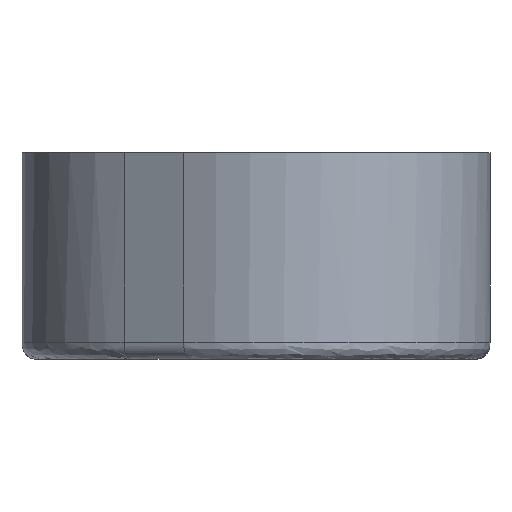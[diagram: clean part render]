
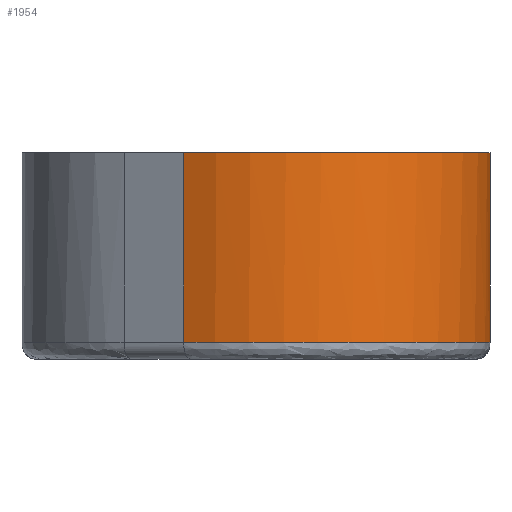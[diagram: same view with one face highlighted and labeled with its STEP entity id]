
A CAD part, left-side view. The second image highlights one B-rep face of the part: STEP entity #1954.
In plain terms, the highlighted cylindrical face has radius 59.227 mm (diameter 118.453 mm), a partial arc.
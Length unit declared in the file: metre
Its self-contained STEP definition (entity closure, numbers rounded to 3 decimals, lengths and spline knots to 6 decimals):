
#18=B_SPLINE_CURVE_WITH_KNOTS('',3,(#2942,#2943,#2944,#2945,#2946,#2947,
#2948,#2949,#2950,#2951,#2952),.UNSPECIFIED.,.F.,.F.,(4,1,1,1,1,1,1,1,4),
(0.,0.125,0.25,0.375,0.5,0.625,0.75,0.875,1.),.UNSPECIFIED.);
#42=CYLINDRICAL_SURFACE('',#2096,0.059226);
#80=CIRCLE('',#2097,0.059226);
#219=ORIENTED_EDGE('',*,*,#770,.F.);
#220=ORIENTED_EDGE('',*,*,#771,.T.);
#221=ORIENTED_EDGE('',*,*,#772,.T.);
#222=ORIENTED_EDGE('',*,*,#773,.F.);
#770=EDGE_CURVE('',#1042,#1043,#1225,.T.);
#771=EDGE_CURVE('',#1042,#1044,#18,.T.);
#772=EDGE_CURVE('',#1044,#1045,#1226,.T.);
#773=EDGE_CURVE('',#1043,#1045,#80,.T.);
#1042=VERTEX_POINT('',#2940);
#1043=VERTEX_POINT('',#2941);
#1044=VERTEX_POINT('',#2953);
#1045=VERTEX_POINT('',#2955);
#1225=LINE('',#2939,#1438);
#1226=LINE('',#2954,#1439);
#1438=VECTOR('',#2362,1.);
#1439=VECTOR('',#2363,1.);
#1594=EDGE_LOOP('',(#219,#220,#221,#222));
#1737=FACE_BOUND('',#1594,.T.);
#1954=ADVANCED_FACE('',(#1737),#42,.T.);
#2096=AXIS2_PLACEMENT_3D('',#2938,#2360,#2361);
#2097=AXIS2_PLACEMENT_3D('',#2956,#2364,#2365);
#2360=DIRECTION('',(0.,0.,1.));
#2361=DIRECTION('',(1.,0.,0.));
#2362=DIRECTION('',(0.,0.,1.));
#2363=DIRECTION('',(0.,0.,1.));
#2364=DIRECTION('',(0.,0.,1.));
#2365=DIRECTION('',(1.,0.,0.));
#2938=CARTESIAN_POINT('',(-0.01,-0.005774,-0.003));
#2939=CARTESIAN_POINT('',(-0.061292,0.02384,-0.003));
#2940=CARTESIAN_POINT('',(-0.061292,0.02384,0.002));
#2941=CARTESIAN_POINT('',(-0.061292,0.02384,0.057));
#2942=CARTESIAN_POINT('',(-0.061292,0.02384,0.002));
#2943=CARTESIAN_POINT('',(-0.063876,0.019364,0.002));
#2944=CARTESIAN_POINT('',(-0.067866,0.009732,0.002));
#2945=CARTESIAN_POINT('',(-0.069907,-0.005774,0.002));
#2946=CARTESIAN_POINT('',(-0.067866,-0.021279,0.002));
#2947=CARTESIAN_POINT('',(-0.061881,-0.035727,0.002));
#2948=CARTESIAN_POINT('',(-0.052361,-0.048134,0.002));
#2949=CARTESIAN_POINT('',(-0.039953,-0.057654,0.002));
#2950=CARTESIAN_POINT('',(-0.025505,-0.063639,0.002));
#2951=CARTESIAN_POINT('',(-0.015168,-0.065,0.002));
#2952=CARTESIAN_POINT('',(-0.01,-0.065,0.002));
#2953=CARTESIAN_POINT('',(-0.01,-0.065,0.002));
#2954=CARTESIAN_POINT('',(-0.01,-0.065,-0.003));
#2955=CARTESIAN_POINT('',(-0.01,-0.065,0.057));
#2956=CARTESIAN_POINT('',(-0.01,-0.005774,0.057));
